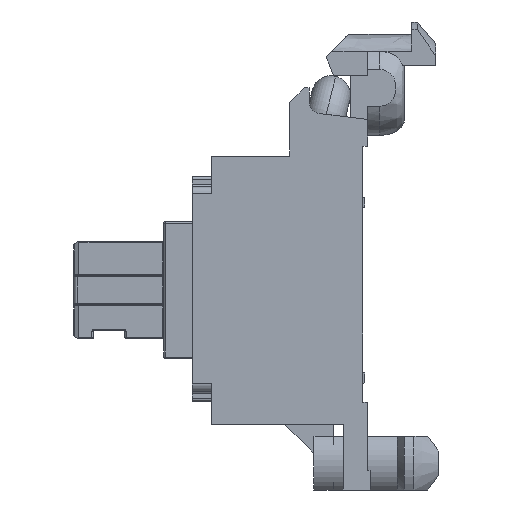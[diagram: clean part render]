
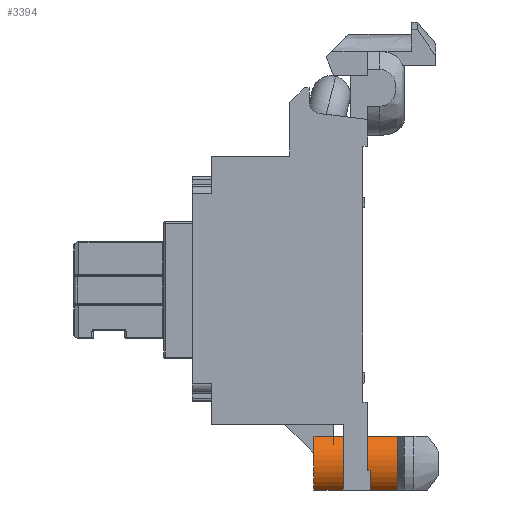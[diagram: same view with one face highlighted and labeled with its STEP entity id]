
A CAD part, left-side view. The second image highlights one B-rep face of the part: STEP entity #3394.
In plain terms, the highlighted cylindrical face has radius 1.4 mm (diameter 2.8 mm), a partial arc.
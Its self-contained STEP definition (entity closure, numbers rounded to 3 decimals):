
#16 = EDGE_CURVE ( 'NONE', #10539, #5239, #15480, .T. ) ;
#769 = ORIENTED_EDGE ( 'NONE', *, *, #15201, .T. ) ;
#1514 = CARTESIAN_POINT ( 'NONE',  ( -0.866, -2.2, -6. ) ) ;
#1650 = LINE ( 'NONE', #4203, #2878 ) ;
#1667 = CARTESIAN_POINT ( 'NONE',  ( -0.866, -1.4, -6. ) ) ;
#1916 = DIRECTION ( 'NONE',  ( 0., 0., 1. ) ) ;
#2107 = VERTEX_POINT ( 'NONE', #2323 ) ;
#2323 = CARTESIAN_POINT ( 'NONE',  ( -0.866, -1.4, -6. ) ) ;
#2423 = DIRECTION ( 'NONE',  ( 0., 0., 1. ) ) ;
#2878 = VECTOR ( 'NONE', #12115, 1000. ) ;
#2914 = CARTESIAN_POINT ( 'NONE',  ( -0.866, -4.811, -8.2 ) ) ;
#3394 = ADVANCED_FACE ( 'NONE', ( #16348 ), #4432, .T. ) ;
#3611 = CARTESIAN_POINT ( 'NONE',  ( 0., -4.811, -7.1 ) ) ;
#3712 = VERTEX_POINT ( 'NONE', #1514 ) ;
#4203 = CARTESIAN_POINT ( 'NONE',  ( -0.866, -1.4, -8.2 ) ) ;
#4354 = DIRECTION ( 'NONE',  ( 0., 0., 1. ) ) ;
#4432 = CYLINDRICAL_SURFACE ( 'NONE', #13054, 1.4 ) ;
#5155 = ORIENTED_EDGE ( 'NONE', *, *, #12744, .T. ) ;
#5239 = VERTEX_POINT ( 'NONE', #10608 ) ;
#6346 = CARTESIAN_POINT ( 'NONE',  ( -0.866, -1.4, -8.2 ) ) ;
#6598 = LINE ( 'NONE', #7960, #15133 ) ;
#7335 = AXIS2_PLACEMENT_3D ( 'NONE', #3611, #14083, #2423 ) ;
#7406 = EDGE_CURVE ( 'NONE', #11409, #2107, #14135, .T. ) ;
#7960 = CARTESIAN_POINT ( 'NONE',  ( -0.866, -1.4, -6. ) ) ;
#8232 = ORIENTED_EDGE ( 'NONE', *, *, #11186, .T. ) ;
#9490 = LINE ( 'NONE', #1667, #9793 ) ;
#9643 = CARTESIAN_POINT ( 'NONE',  ( 0., -1.4, -7.1 ) ) ;
#9793 = VECTOR ( 'NONE', #14686, 1000. ) ;
#9795 = CARTESIAN_POINT ( 'NONE',  ( 0., -1.4, -7.1 ) ) ;
#10432 = DIRECTION ( 'NONE',  ( 0., 1., 0. ) ) ;
#10539 = VERTEX_POINT ( 'NONE', #2914 ) ;
#10608 = CARTESIAN_POINT ( 'NONE',  ( -0.866, -4.811, -6. ) ) ;
#11145 = AXIS2_PLACEMENT_3D ( 'NONE', #9643, #13568, #1916 ) ;
#11186 = EDGE_CURVE ( 'NONE', #5239, #3712, #9490, .T. ) ;
#11409 = VERTEX_POINT ( 'NONE', #6346 ) ;
#12092 = DIRECTION ( 'NONE',  ( 0., 1., 0. ) ) ;
#12115 = DIRECTION ( 'NONE',  ( 0., -1., 0. ) ) ;
#12744 = EDGE_CURVE ( 'NONE', #11409, #10539, #1650, .T. ) ;
#12757 = ORIENTED_EDGE ( 'NONE', *, *, #7406, .F. ) ;
#13054 = AXIS2_PLACEMENT_3D ( 'NONE', #9795, #12092, #4354 ) ;
#13568 = DIRECTION ( 'NONE',  ( 0., 1., 0. ) ) ;
#14083 = DIRECTION ( 'NONE',  ( 0., 1., 0. ) ) ;
#14135 = CIRCLE ( 'NONE', #11145, 1.4 ) ;
#14686 = DIRECTION ( 'NONE',  ( 0., 1., 0. ) ) ;
#15133 = VECTOR ( 'NONE', #10432, 1000. ) ;
#15201 = EDGE_CURVE ( 'NONE', #3712, #2107, #6598, .T. ) ;
#15457 = EDGE_LOOP ( 'NONE', ( #15677, #8232, #769, #12757, #5155 ) ) ;
#15480 = CIRCLE ( 'NONE', #7335, 1.4 ) ;
#15677 = ORIENTED_EDGE ( 'NONE', *, *, #16, .T. ) ;
#16348 = FACE_OUTER_BOUND ( 'NONE', #15457, .T. ) ;
